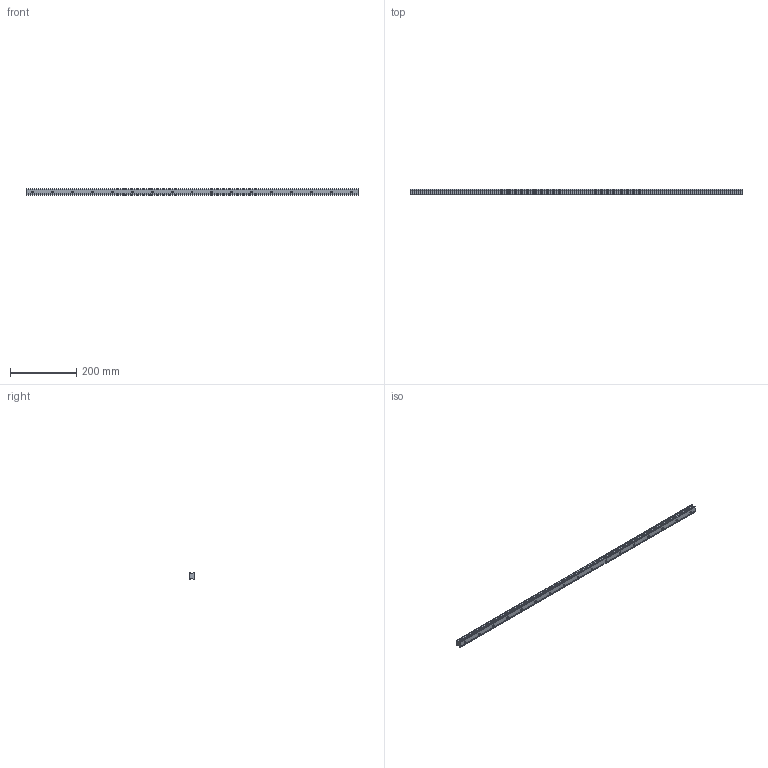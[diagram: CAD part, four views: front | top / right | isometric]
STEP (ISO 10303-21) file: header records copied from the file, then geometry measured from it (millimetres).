
FILE_DESCRIPTION(/* description */ (''),/* implementation_level */ '2;1');
FILE_NAME(/* name */ 'LGBR20L.stp',/* time_stamp */ '2018-07-20T17:59:36+02:00',/* author */ ('nesvadba'),/* organization */ (''),/* preprocessor_version */ 'ST-DEVELOPER v16.1',/* originating_system */ 'Autodesk Inventor 2016',/* authorisation */ '');
FILE_SCHEMA (('AUTOMOTIVE_DESIGN { 1 0 10303 214 3 1 1 }'));
Length unit declared in the file: millimetre
Products named in the file (1): BGR20L01000
Bounding box: 1000 x 16.3 x 20 mm (x, y, z)
Volume: 277184.6 mm3; surface area: 79789.5 mm2
Topology: 1 solids, 1 shells, 79 faces, 180 edges, 120 vertices
Faces by surface type: cylinder 43, plane 36
Full cylindrical faces by diameter (mm): 6 x17, 9.5 x17
Entity records: 2182 total; most frequent: DIRECTION 392, CARTESIAN_POINT 346, ORIENTED_EDGE 292, AXIS2_PLACEMENT_3D 166, EDGE_LOOP 164, EDGE_CURVE 146, VERTEX_POINT 120, CIRCLE 86
